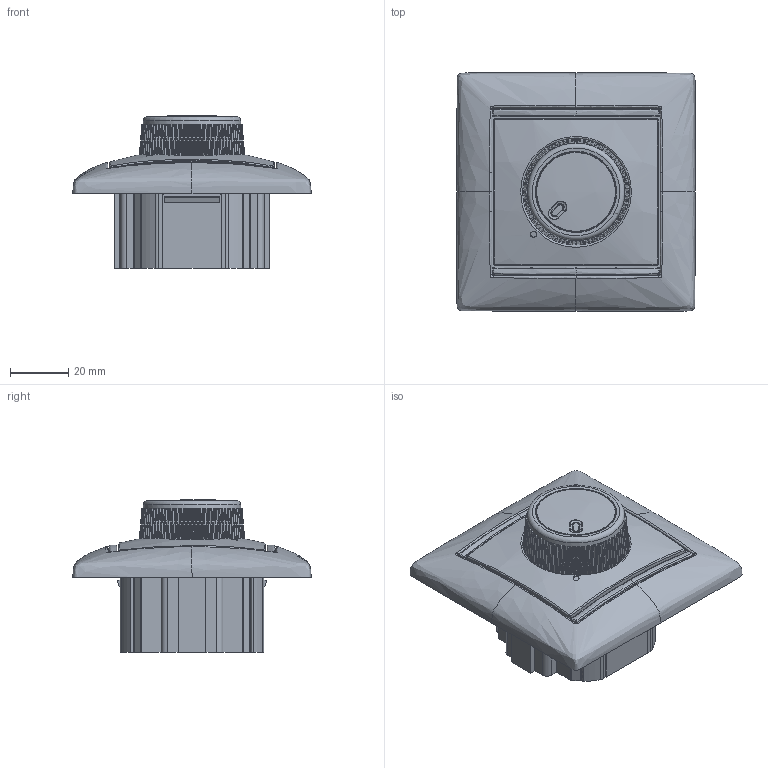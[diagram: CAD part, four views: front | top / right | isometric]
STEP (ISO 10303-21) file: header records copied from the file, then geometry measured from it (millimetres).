
FILE_DESCRIPTION(('STEP AP203'), '1');
FILE_NAME('774263', '2025-05-28T09:25:42', ('lkeadmin'), ('DC1INFRASCCM01'), 'C3D Converter', 'C3D Toolkit', '');
FILE_SCHEMA(('CONFIG_CONTROL_DESIGN'));
Length unit declared in the file: millimetre
Products named in the file (1): БЕИВ.641139.003
Bounding box: 82 x 82 x 52.62 mm (x, y, z)
Volume: 130407.2 mm3; surface area: 27605.2 mm2
Topology: 3 solids, 10 shells, 847 faces, 2275 edges, 1438 vertices
Faces by surface type: bspline 416, plane 174, cone 173, cylinder 49, extrusion 16, sphere 14, torus 5
Full cylindrical faces by diameter (mm): 27.15 x1, 27.25 x1
Entity records: 69326 total; most frequent: CARTESIAN_POINT 52618, ORIENTED_EDGE 4476, EDGE_CURVE 2238, DIRECTION 1758, B_SPLINE_CURVE_WITH_KNOTS 1551, VERTEX_POINT 1432, EDGE_LOOP 876, FACE_BOUND 862
